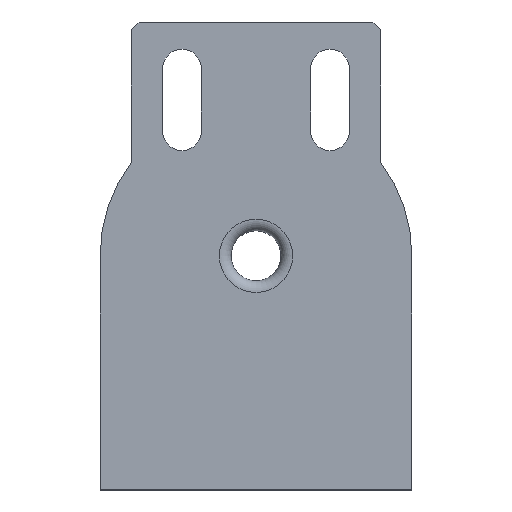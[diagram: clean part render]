
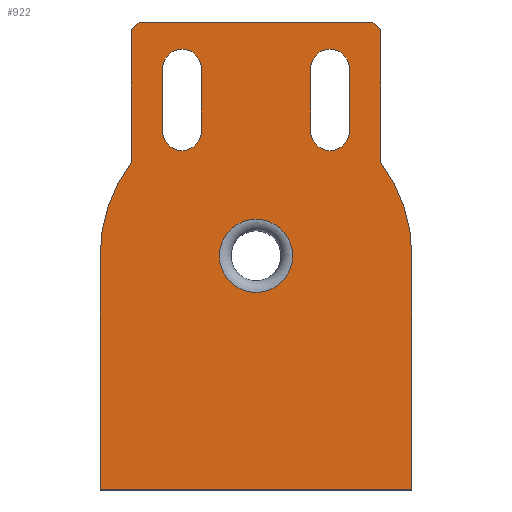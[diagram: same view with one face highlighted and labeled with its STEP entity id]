
A CAD part, top view. The second image highlights one B-rep face of the part: STEP entity #922.
In plain terms, the highlighted planar face has unit normal (0, 0, 1).
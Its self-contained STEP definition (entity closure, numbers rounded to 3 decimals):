
#24=FACE_BOUND('',#173,.T.);
#25=FACE_BOUND('',#174,.T.);
#26=FACE_BOUND('',#175,.T.);
#43=PLANE('',#1010);
#49=CIRCLE('',#959,2.5);
#51=CIRCLE('',#963,2.5);
#53=CIRCLE('',#968,2.5);
#55=CIRCLE('',#972,2.5);
#61=CIRCLE('',#983,20.);
#67=CIRCLE('',#992,4.7);
#69=CIRCLE('',#994,4.7);
#72=CIRCLE('',#1008,20.);
#119=FACE_OUTER_BOUND('',#172,.T.);
#172=EDGE_LOOP('',(#826,#827,#828,#829,#830,#831,#832,#833,#834,#835));
#173=EDGE_LOOP('',(#836,#837,#838,#839));
#174=EDGE_LOOP('',(#840,#841,#842,#843));
#175=EDGE_LOOP('',(#844,#845));
#230=LINE('',#1743,#302);
#234=LINE('',#1754,#306);
#236=LINE('',#1759,#308);
#241=LINE('',#1773,#313);
#244=LINE('',#1783,#316);
#255=LINE('',#1813,#327);
#257=LINE('',#1817,#329);
#270=LINE('',#1862,#342);
#278=LINE('',#2693,#350);
#280=LINE('',#2696,#352);
#282=LINE('',#2702,#354);
#283=LINE('',#2704,#355);
#302=VECTOR('',#1080,10.);
#306=VECTOR('',#1092,10.);
#308=VECTOR('',#1096,10.);
#313=VECTOR('',#1109,10.);
#316=VECTOR('',#1120,10.);
#327=VECTOR('',#1143,10.);
#329=VECTOR('',#1147,10.);
#342=VECTOR('',#1192,10.);
#350=VECTOR('',#1216,10.);
#352=VECTOR('',#1220,10.);
#354=VECTOR('',#1228,10.);
#355=VECTOR('',#1231,10.);
#391=VERTEX_POINT('',#1733);
#392=VERTEX_POINT('',#1734);
#395=VERTEX_POINT('',#1742);
#397=VERTEX_POINT('',#1748);
#399=VERTEX_POINT('',#1757);
#400=VERTEX_POINT('',#1758);
#403=VERTEX_POINT('',#1766);
#405=VERTEX_POINT('',#1772);
#407=VERTEX_POINT('',#1781);
#408=VERTEX_POINT('',#1782);
#421=VERTEX_POINT('',#1812);
#422=VERTEX_POINT('',#1816);
#423=VERTEX_POINT('',#1820);
#424=VERTEX_POINT('',#1822);
#429=VERTEX_POINT('',#1838);
#430=VERTEX_POINT('',#1839);
#437=VERTEX_POINT('',#1859);
#438=VERTEX_POINT('',#1861);
#443=VERTEX_POINT('',#2692);
#444=VERTEX_POINT('',#2698);
#493=EDGE_CURVE('',#391,#392,#49,.T.);
#497=EDGE_CURVE('',#392,#395,#230,.T.);
#500=EDGE_CURVE('',#395,#397,#51,.T.);
#503=EDGE_CURVE('',#397,#391,#234,.T.);
#505=EDGE_CURVE('',#399,#400,#236,.T.);
#509=EDGE_CURVE('',#400,#403,#53,.T.);
#512=EDGE_CURVE('',#403,#405,#241,.T.);
#515=EDGE_CURVE('',#405,#399,#55,.T.);
#517=EDGE_CURVE('',#407,#408,#244,.T.);
#532=EDGE_CURVE('',#408,#421,#255,.T.);
#534=EDGE_CURVE('',#421,#422,#257,.T.);
#537=EDGE_CURVE('',#424,#423,#61,.T.);
#545=EDGE_CURVE('',#429,#430,#67,.T.);
#547=EDGE_CURVE('',#430,#429,#69,.T.);
#556=EDGE_CURVE('',#438,#437,#270,.T.);
#573=EDGE_CURVE('',#443,#424,#278,.T.);
#575=EDGE_CURVE('',#437,#443,#280,.T.);
#577=EDGE_CURVE('',#444,#438,#72,.T.);
#578=EDGE_CURVE('',#444,#407,#282,.T.);
#579=EDGE_CURVE('',#423,#422,#283,.T.);
#826=ORIENTED_EDGE('',*,*,#517,.F.);
#827=ORIENTED_EDGE('',*,*,#578,.F.);
#828=ORIENTED_EDGE('',*,*,#577,.T.);
#829=ORIENTED_EDGE('',*,*,#556,.T.);
#830=ORIENTED_EDGE('',*,*,#575,.T.);
#831=ORIENTED_EDGE('',*,*,#573,.T.);
#832=ORIENTED_EDGE('',*,*,#537,.T.);
#833=ORIENTED_EDGE('',*,*,#579,.T.);
#834=ORIENTED_EDGE('',*,*,#534,.F.);
#835=ORIENTED_EDGE('',*,*,#532,.F.);
#836=ORIENTED_EDGE('',*,*,#493,.T.);
#837=ORIENTED_EDGE('',*,*,#497,.T.);
#838=ORIENTED_EDGE('',*,*,#500,.T.);
#839=ORIENTED_EDGE('',*,*,#503,.T.);
#840=ORIENTED_EDGE('',*,*,#505,.T.);
#841=ORIENTED_EDGE('',*,*,#509,.T.);
#842=ORIENTED_EDGE('',*,*,#512,.T.);
#843=ORIENTED_EDGE('',*,*,#515,.T.);
#844=ORIENTED_EDGE('',*,*,#545,.F.);
#845=ORIENTED_EDGE('',*,*,#547,.F.);
#922=ADVANCED_FACE('',(#119,#24,#25,#26),#43,.T.);
#959=AXIS2_PLACEMENT_3D('',#1735,#1072,#1073);
#963=AXIS2_PLACEMENT_3D('',#1749,#1085,#1086);
#968=AXIS2_PLACEMENT_3D('',#1767,#1102,#1103);
#972=AXIS2_PLACEMENT_3D('',#1778,#1114,#1115);
#983=AXIS2_PLACEMENT_3D('',#1823,#1152,#1153);
#992=AXIS2_PLACEMENT_3D('',#1840,#1172,#1173);
#994=AXIS2_PLACEMENT_3D('',#1842,#1176,#1177);
#1008=AXIS2_PLACEMENT_3D('',#2700,#1224,#1225);
#1010=AXIS2_PLACEMENT_3D('',#2703,#1229,#1230);
#1072=DIRECTION('center_axis',(0.,0.,-1.));
#1073=DIRECTION('ref_axis',(-1.,0.,0.));
#1080=DIRECTION('',(0.,-1.,0.));
#1085=DIRECTION('center_axis',(0.,0.,-1.));
#1086=DIRECTION('ref_axis',(-1.,0.,0.));
#1092=DIRECTION('',(0.,1.,0.));
#1096=DIRECTION('',(0.,1.,0.));
#1102=DIRECTION('center_axis',(0.,0.,-1.));
#1103=DIRECTION('ref_axis',(-1.,0.,0.));
#1109=DIRECTION('',(0.,-1.,0.));
#1114=DIRECTION('center_axis',(0.,0.,-1.));
#1115=DIRECTION('ref_axis',(-1.,0.,0.));
#1120=DIRECTION('',(0.707,0.707,0.));
#1143=DIRECTION('',(1.,0.,0.));
#1147=DIRECTION('',(0.707,-0.707,0.));
#1152=DIRECTION('center_axis',(0.,0.,
1.));
#1153=DIRECTION('ref_axis',(1.,0.,0.));
#1172=DIRECTION('center_axis',(0.,0.,
1.));
#1173=DIRECTION('ref_axis',(1.,0.,0.));
#1176=DIRECTION('center_axis',(0.,0.,
1.));
#1177=DIRECTION('ref_axis',(1.,0.,0.));
#1192=DIRECTION('',(0.,-1.,0.));
#1216=DIRECTION('',(0.,1.,0.));
#1220=DIRECTION('',(1.,0.,0.));
#1224=DIRECTION('center_axis',(0.,0.,
1.));
#1225=DIRECTION('ref_axis',(1.,0.,0.));
#1228=DIRECTION('',(0.,1.,0.));
#1229=DIRECTION('center_axis',(0.,0.,1.));
#1230=DIRECTION('ref_axis',(1.,0.,0.));
#1231=DIRECTION('',(0.,1.,0.));
#1733=CARTESIAN_POINT('',(-12.,24.,-181.));
#1734=CARTESIAN_POINT('',(-7.,24.,-181.));
#1735=CARTESIAN_POINT('Origin',(-9.5,24.,-181.));
#1742=CARTESIAN_POINT('',(-7.,16.,-181.));
#1743=CARTESIAN_POINT('',(-7.,11.,-181.));
#1748=CARTESIAN_POINT('',(-12.,16.,-181.));
#1749=CARTESIAN_POINT('Origin',(-9.5,16.,-181.));
#1754=CARTESIAN_POINT('',(-12.,15.,-181.));
#1757=CARTESIAN_POINT('',(7.,16.,-181.));
#1758=CARTESIAN_POINT('',(7.,24.,-181.));
#1759=CARTESIAN_POINT('',(7.,15.,-181.));
#1766=CARTESIAN_POINT('',(12.,24.,-181.));
#1767=CARTESIAN_POINT('Origin',(9.5,24.,-181.));
#1772=CARTESIAN_POINT('',(12.,16.,-181.));
#1773=CARTESIAN_POINT('',(12.,11.,-181.));
#1778=CARTESIAN_POINT('Origin',(9.5,16.,-181.));
#1781=CARTESIAN_POINT('',(-16.,29.,-181.));
#1782=CARTESIAN_POINT('',(-15.,30.,-181.));
#1783=CARTESIAN_POINT('',(-21.5,23.5,-181.));
#1812=CARTESIAN_POINT('',(15.,30.,-181.));
#1813=CARTESIAN_POINT('',(16.,30.,-181.));
#1816=CARTESIAN_POINT('',(16.,29.,-181.));
#1817=CARTESIAN_POINT('',(13.5,31.5,-181.));
#1820=CARTESIAN_POINT('',(16.,12.,-181.));
#1822=CARTESIAN_POINT('',(20.,0.,-181.));
#1823=CARTESIAN_POINT('Origin',(0.,0.,
-181.));
#1838=CARTESIAN_POINT('',(-4.7,0.,-181.));
#1839=CARTESIAN_POINT('',(4.7,0.,-181.));
#1840=CARTESIAN_POINT('Origin',(0.,0.,
-181.));
#1842=CARTESIAN_POINT('Origin',(0.,0.,
-181.));
#1859=CARTESIAN_POINT('',(-20.,-30.,-181.));
#1861=CARTESIAN_POINT('',(-20.,0.,-181.));
#1862=CARTESIAN_POINT('',(-20.,-30.,-181.));
#2692=CARTESIAN_POINT('',(20.,-30.,-181.));
#2693=CARTESIAN_POINT('',(20.,0.,-181.));
#2696=CARTESIAN_POINT('',(20.,-30.,-181.));
#2698=CARTESIAN_POINT('',(-16.,12.,-181.));
#2700=CARTESIAN_POINT('Origin',(0.,0.,
-181.));
#2702=CARTESIAN_POINT('',(-16.,6.,-181.));
#2703=CARTESIAN_POINT('Origin',(-16.,6.,-181.));
#2704=CARTESIAN_POINT('',(16.,6.,-181.));
